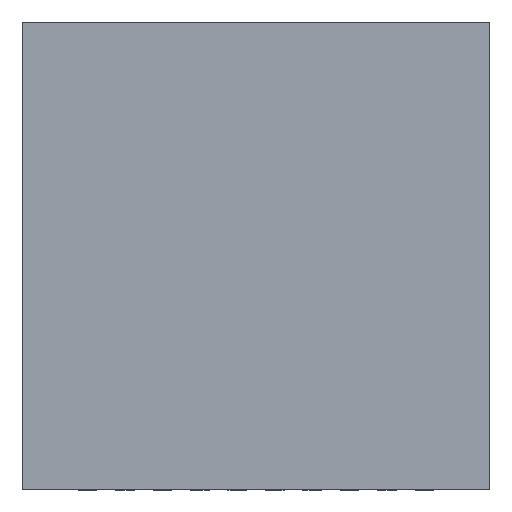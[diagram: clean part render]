
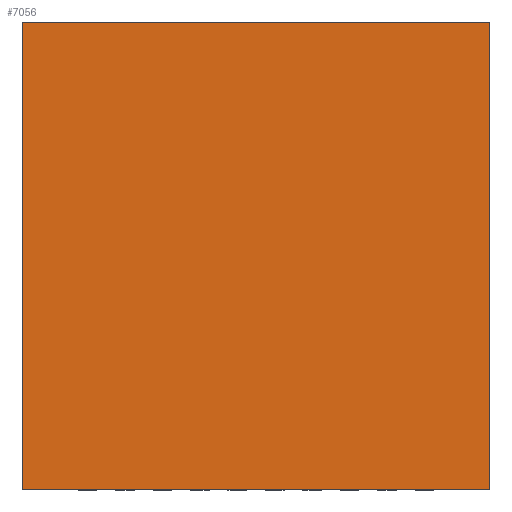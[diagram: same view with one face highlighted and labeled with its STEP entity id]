
A CAD part, top view. The second image highlights one B-rep face of the part: STEP entity #7056.
In plain terms, the highlighted face is planar.
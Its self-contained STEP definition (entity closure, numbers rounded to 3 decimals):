
#3228=DIRECTION('',(0.,0.,1.));
#3229=VECTOR('',#3228,5.);
#3230=CARTESIAN_POINT('',(-2.5,0.775,-2.5));
#3231=LINE('',#3230,#3229);
#3235=DIRECTION('',(-1.,0.,0.));
#3236=VECTOR('',#3235,5.);
#3237=CARTESIAN_POINT('',(2.5,0.775,-2.5));
#3238=LINE('',#3237,#3236);
#3242=DIRECTION('',(0.,0.,-1.));
#3243=VECTOR('',#3242,5.);
#3244=CARTESIAN_POINT('',(2.5,0.775,2.5));
#3245=LINE('',#3244,#3243);
#3249=DIRECTION('',(1.,0.,0.));
#3250=VECTOR('',#3249,5.);
#3251=CARTESIAN_POINT('',(-2.5,0.775,2.5));
#3252=LINE('',#3251,#3250);
#4166=CARTESIAN_POINT('',(-2.5,0.775,-2.5));
#4167=CARTESIAN_POINT('',(-2.5,0.775,2.5));
#4168=VERTEX_POINT('',#4166);
#4169=VERTEX_POINT('',#4167);
#4170=CARTESIAN_POINT('',(2.5,0.775,2.5));
#4171=VERTEX_POINT('',#4170);
#4172=CARTESIAN_POINT('',(2.5,0.775,-2.5));
#4173=VERTEX_POINT('',#4172);
#7045=CARTESIAN_POINT('',(0.,0.775,0.));
#7046=DIRECTION('',(0.,1.,0.));
#7047=DIRECTION('',(1.,0.,0.));
#7048=AXIS2_PLACEMENT_3D('',#7045,#7046,#7047);
#7049=PLANE('',#7048);
#7050=ORIENTED_EDGE('',*,*,#6900,.F.);
#7051=ORIENTED_EDGE('',*,*,#5553,.F.);
#7052=ORIENTED_EDGE('',*,*,#6175,.F.);
#7053=ORIENTED_EDGE('',*,*,#6744,.F.);
#7054=EDGE_LOOP('',(#7050,#7051,#7052,#7053));
#7055=FACE_OUTER_BOUND('',#7054,.F.);
#5553=EDGE_CURVE('',#4173,#4168,#3238,.T.);
#6175=EDGE_CURVE('',#4171,#4173,#3245,.T.);
#6744=EDGE_CURVE('',#4169,#4171,#3252,.T.);
#6900=EDGE_CURVE('',#4168,#4169,#3231,.T.);
#7056=ADVANCED_FACE('',(#7055),#7049,.T.);
